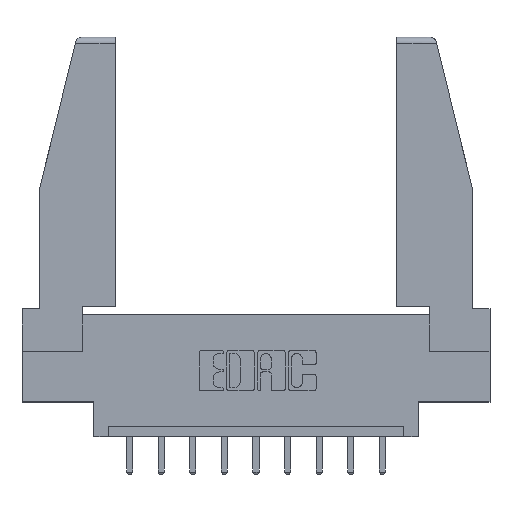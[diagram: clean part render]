
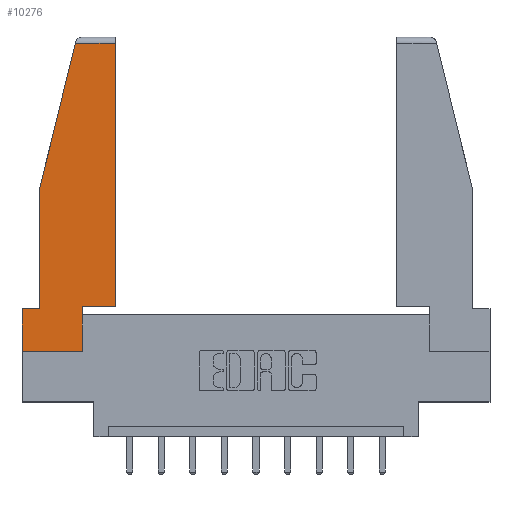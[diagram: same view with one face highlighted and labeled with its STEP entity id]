
A CAD part, top view. The second image highlights one B-rep face of the part: STEP entity #10276.
In plain terms, the highlighted planar face has unit normal (0, 0, 1).
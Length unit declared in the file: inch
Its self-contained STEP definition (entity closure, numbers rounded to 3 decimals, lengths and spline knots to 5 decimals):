
#153 = VECTOR ( 'NONE', #3441, 39.37008 ) ;
#218 = CARTESIAN_POINT ( 'NONE',  ( 0.297, 0.223, 0. ) ) ;
#277 = EDGE_CURVE ( 'NONE', #4633, #9420, #12520, .T. ) ;
#341 = VECTOR ( 'NONE', #2653, 39.37008 ) ;
#403 = VERTEX_POINT ( 'NONE', #10951 ) ;
#467 = VECTOR ( 'NONE', #12944, 39.37008 ) ;
#577 = CARTESIAN_POINT ( 'NONE',  ( 0.297, 0., 0. ) ) ;
#671 = VECTOR ( 'NONE', #1600, 39.37008 ) ;
#763 = LINE ( 'NONE', #2494, #11658 ) ;
#1138 = CARTESIAN_POINT ( 'NONE',  ( 0.086, 0.8, 0. ) ) ;
#1493 = ORIENTED_EDGE ( 'NONE', *, *, #7913, .T. ) ;
#1570 = VERTEX_POINT ( 'NONE', #1138 ) ;
#1600 = DIRECTION ( 'NONE',  ( 0., -1., 0. ) ) ;
#1668 = DIRECTION ( 'NONE',  ( 1., 0., 0. ) ) ;
#2162 = PLANE ( 'NONE',  #12746 ) ;
#2321 = DIRECTION ( 'NONE',  ( 0., 0., 1. ) ) ;
#2494 = CARTESIAN_POINT ( 'NONE',  ( 0., 1.52, 0. ) ) ;
#2653 = DIRECTION ( 'NONE',  ( 0., 1., 0. ) ) ;
#2668 = ORIENTED_EDGE ( 'NONE', *, *, #4592, .T. ) ;
#3095 = LINE ( 'NONE', #6972, #4882 ) ;
#3102 = LINE ( 'NONE', #577, #10051 ) ;
#3151 = VERTEX_POINT ( 'NONE', #12175 ) ;
#3241 = VECTOR ( 'NONE', #10776, 39.37008 ) ;
#3441 = DIRECTION ( 'NONE',  ( -0.239, -0.971, 0. ) ) ;
#3576 = CARTESIAN_POINT ( 'NONE',  ( 0., 0.21, 0. ) ) ;
#3588 = DIRECTION ( 'NONE',  ( -1., 0., 0. ) ) ;
#3610 = CARTESIAN_POINT ( 'NONE',  ( 0., 0.21, 0. ) ) ;
#3673 = EDGE_LOOP ( 'NONE', ( #2668, #1493, #13566, #4937, #13674, #8335, #8922, #10164, #7068 ) ) ;
#3837 = VERTEX_POINT ( 'NONE', #5415 ) ;
#3931 = CARTESIAN_POINT ( 'NONE',  ( 0.086, 0.8, 0. ) ) ;
#3976 = LINE ( 'NONE', #3610, #671 ) ;
#4066 = FACE_OUTER_BOUND ( 'NONE', #3673, .T. ) ;
#4585 = CARTESIAN_POINT ( 'NONE',  ( 0., 0.21, 0. ) ) ;
#4592 = EDGE_CURVE ( 'NONE', #6572, #5336, #11244, .T. ) ;
#4633 = VERTEX_POINT ( 'NONE', #6624 ) ;
#4636 = EDGE_CURVE ( 'NONE', #9420, #403, #3976, .T. ) ;
#4879 = LINE ( 'NONE', #218, #3241 ) ;
#4882 = VECTOR ( 'NONE', #1668, 39.37008 ) ;
#4937 = ORIENTED_EDGE ( 'NONE', *, *, #12388, .T. ) ;
#4970 = DIRECTION ( 'NONE',  ( 0., -1., 0. ) ) ;
#5069 = CARTESIAN_POINT ( 'NONE',  ( 0.461, 0.223, 0. ) ) ;
#5336 = VERTEX_POINT ( 'NONE', #12016 ) ;
#5415 = CARTESIAN_POINT ( 'NONE',  ( 0.2636, 1.52, 0. ) ) ;
#6572 = VERTEX_POINT ( 'NONE', #5069 ) ;
#6624 = CARTESIAN_POINT ( 'NONE',  ( 0.086, 0.21, 0. ) ) ;
#6972 = CARTESIAN_POINT ( 'NONE',  ( 0., 0., 0. ) ) ;
#7068 = ORIENTED_EDGE ( 'NONE', *, *, #7903, .T. ) ;
#7257 = EDGE_CURVE ( 'NONE', #3151, #12264, #3102, .T. ) ;
#7599 = DIRECTION ( 'NONE',  ( 1., 0., 0. ) ) ;
#7903 = EDGE_CURVE ( 'NONE', #12264, #6572, #4879, .T. ) ;
#7913 = EDGE_CURVE ( 'NONE', #5336, #3837, #763, .T. ) ;
#8335 = ORIENTED_EDGE ( 'NONE', *, *, #4636, .T. ) ;
#8777 = CARTESIAN_POINT ( 'NONE',  ( 0.461, 0.223, 0. ) ) ;
#8858 = EDGE_CURVE ( 'NONE', #3837, #1570, #9088, .T. ) ;
#8922 = ORIENTED_EDGE ( 'NONE', *, *, #10295, .T. ) ;
#9088 = LINE ( 'NONE', #10671, #153 ) ;
#9256 = CARTESIAN_POINT ( 'NONE',  ( 0.297, 0.223, 0. ) ) ;
#9420 = VERTEX_POINT ( 'NONE', #3576 ) ;
#9995 = VECTOR ( 'NONE', #4970, 39.37008 ) ;
#10051 = VECTOR ( 'NONE', #12121, 39.37008 ) ;
#10164 = ORIENTED_EDGE ( 'NONE', *, *, #7257, .T. ) ;
#10276 = ADVANCED_FACE ( 'NONE', ( #4066 ), #2162, .T. ) ;
#10295 = EDGE_CURVE ( 'NONE', #403, #3151, #3095, .T. ) ;
#10456 = CARTESIAN_POINT ( 'NONE',  ( 0., 0., 0. ) ) ;
#10671 = CARTESIAN_POINT ( 'NONE',  ( 0.271, 1.55, 0. ) ) ;
#10776 = DIRECTION ( 'NONE',  ( 1., 0., 0. ) ) ;
#10951 = CARTESIAN_POINT ( 'NONE',  ( 0., 0., 0. ) ) ;
#11244 = LINE ( 'NONE', #8777, #341 ) ;
#11658 = VECTOR ( 'NONE', #3588, 39.37008 ) ;
#11796 = LINE ( 'NONE', #3931, #9995 ) ;
#12016 = CARTESIAN_POINT ( 'NONE',  ( 0.461, 1.52, 0. ) ) ;
#12121 = DIRECTION ( 'NONE',  ( 0., 1., 0. ) ) ;
#12175 = CARTESIAN_POINT ( 'NONE',  ( 0.297, 0., 0. ) ) ;
#12264 = VERTEX_POINT ( 'NONE', #9256 ) ;
#12388 = EDGE_CURVE ( 'NONE', #1570, #4633, #11796, .T. ) ;
#12520 = LINE ( 'NONE', #4585, #467 ) ;
#12746 = AXIS2_PLACEMENT_3D ( 'NONE', #10456, #2321, #7599 ) ;
#12944 = DIRECTION ( 'NONE',  ( -1., 0., 0. ) ) ;
#13566 = ORIENTED_EDGE ( 'NONE', *, *, #8858, .T. ) ;
#13674 = ORIENTED_EDGE ( 'NONE', *, *, #277, .T. ) ;
